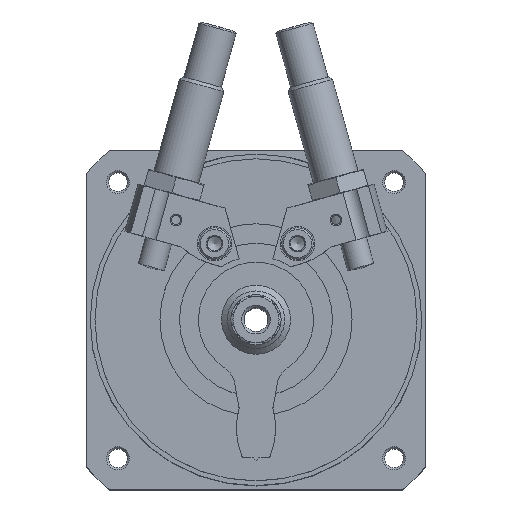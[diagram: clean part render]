
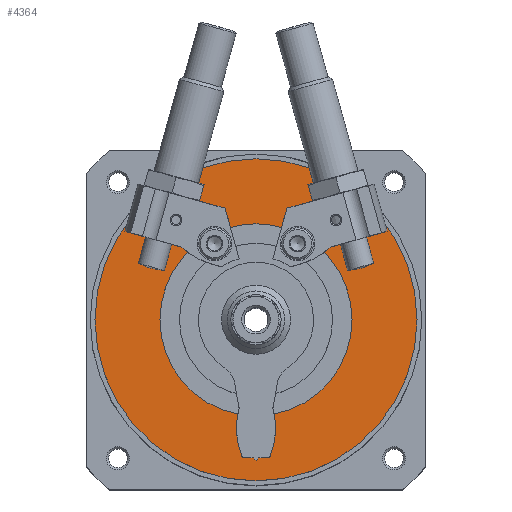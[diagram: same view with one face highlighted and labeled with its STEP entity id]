
A CAD part, top view. The second image highlights one B-rep face of the part: STEP entity #4364.
In plain terms, the highlighted face is planar.
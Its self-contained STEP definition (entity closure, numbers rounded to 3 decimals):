
#190=PLANE('',#4815);
#870=ORIENTED_EDGE('',*,*,#1944,.F.);
#871=ORIENTED_EDGE('',*,*,#1945,.T.);
#1944=EDGE_CURVE('',#2493,#2493,#2912,.T.);
#1945=EDGE_CURVE('',#2494,#2494,#2913,.T.);
#2493=VERTEX_POINT('',#7040);
#2494=VERTEX_POINT('',#7042);
#2912=CIRCLE('',#4816,28.);
#2913=CIRCLE('',#4817,16.7);
#3238=EDGE_LOOP('',(#870));
#3239=EDGE_LOOP('',(#871));
#3763=FACE_BOUND('',#3238,.T.);
#3764=FACE_BOUND('',#3239,.T.);
#4364=ADVANCED_FACE('',(#3763,#3764),#190,.F.);
#4815=AXIS2_PLACEMENT_3D('',#7038,#5541,#5542);
#4816=AXIS2_PLACEMENT_3D('',#7039,#5543,#5544);
#4817=AXIS2_PLACEMENT_3D('',#7041,#5545,#5546);
#5541=DIRECTION('',(1.,0.,0.));
#5542=DIRECTION('',(0.,0.,-1.));
#5543=DIRECTION('',(1.,0.,0.));
#5544=DIRECTION('',(0.,0.,-1.));
#5545=DIRECTION('',(1.,0.,0.));
#5546=DIRECTION('',(0.,0.,-1.));
#7038=CARTESIAN_POINT('',(-50.,0.,0.));
#7039=CARTESIAN_POINT('',(-50.,0.,0.));
#7040=CARTESIAN_POINT('',(-50.,0.,-28.));
#7041=CARTESIAN_POINT('',(-50.,0.,0.));
#7042=CARTESIAN_POINT('',(-50.,0.,-16.7));
